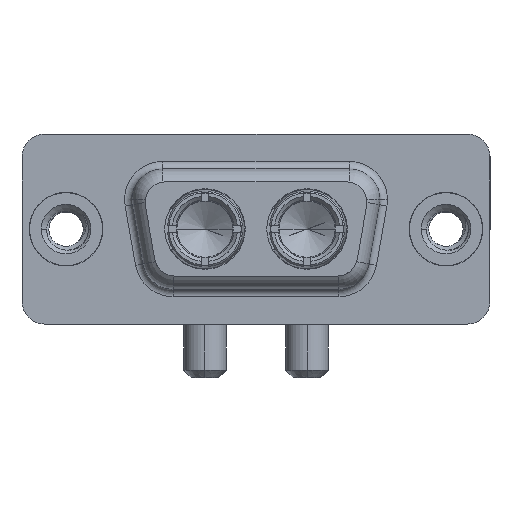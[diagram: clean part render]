
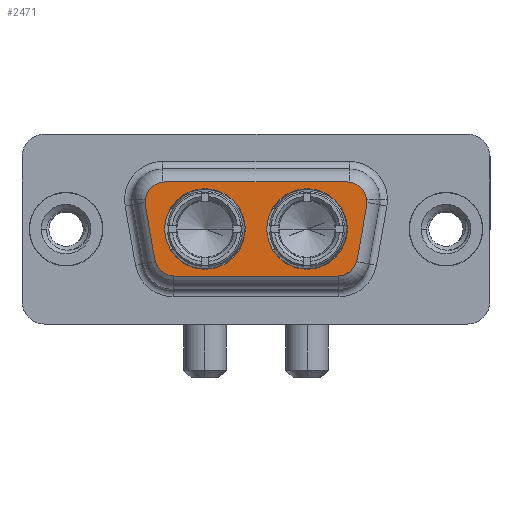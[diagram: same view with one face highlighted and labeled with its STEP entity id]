
A CAD part, top view. The second image highlights one B-rep face of the part: STEP entity #2471.
In plain terms, the highlighted planar face has unit normal (0, 0, 1).
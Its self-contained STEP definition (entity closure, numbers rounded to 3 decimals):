
#55 = DIRECTION ( 'NONE',  ( 0., 0., 1. ) ) ;
#142 = DIRECTION ( 'NONE',  ( 1., 0., 0. ) ) ;
#198 = AXIS2_PLACEMENT_3D ( 'NONE', #1256, #10397, #142 ) ;
#356 = AXIS2_PLACEMENT_3D ( 'NONE', #11018, #2430, #3531 ) ;
#434 = DIRECTION ( 'NONE',  ( 0., 0., 1. ) ) ;
#511 = LINE ( 'NONE', #11003, #11676 ) ;
#624 = ORIENTED_EDGE ( 'NONE', *, *, #6138, .T. ) ;
#738 = ORIENTED_EDGE ( 'NONE', *, *, #1835, .T. ) ;
#860 = VERTEX_POINT ( 'NONE', #3359 ) ;
#1038 = CIRCLE ( 'NONE', #1430, 2.65 ) ;
#1181 = FACE_OUTER_BOUND ( 'NONE', #2680, .T. ) ;
#1256 = CARTESIAN_POINT ( 'NONE',  ( 15.86, 0., 6.2 ) ) ;
#1363 = AXIS2_PLACEMENT_3D ( 'NONE', #2415, #6111, #8966 ) ;
#1430 = AXIS2_PLACEMENT_3D ( 'NONE', #4864, #55, #9631 ) ;
#1582 = EDGE_LOOP ( 'NONE', ( #3285, #10570 ) ) ;
#1766 = VERTEX_POINT ( 'NONE', #1816 ) ;
#1805 = DIRECTION ( 'NONE',  ( 1., 0., 0. ) ) ;
#1816 = CARTESIAN_POINT ( 'NONE',  ( 19.162, -1.984, 6.2 ) ) ;
#1835 = EDGE_CURVE ( 'NONE', #1766, #10061, #2183, .T. ) ;
#1855 = DIRECTION ( 'NONE',  ( 0., 0., 1. ) ) ;
#2156 = VERTEX_POINT ( 'NONE', #11816 ) ;
#2183 = LINE ( 'NONE', #4885, #3905 ) ;
#2199 = CARTESIAN_POINT ( 'NONE',  ( 5.2, 1.75, 6.2 ) ) ;
#2221 = CARTESIAN_POINT ( 'NONE',  ( 11.79, 0., 6.2 ) ) ;
#2262 = ORIENTED_EDGE ( 'NONE', *, *, #3448, .T. ) ;
#2338 = CARTESIAN_POINT ( 'NONE',  ( 6.55, 3.1, 6.2 ) ) ;
#2361 = CARTESIAN_POINT ( 'NONE',  ( 18.45, 3.1, 6.2 ) ) ;
#2386 = ORIENTED_EDGE ( 'NONE', *, *, #7654, .T. ) ;
#2403 = DIRECTION ( 'NONE',  ( 0., 0., -1. ) ) ;
#2404 = CIRCLE ( 'NONE', #5936, 2.65 ) ;
#2415 = CARTESIAN_POINT ( 'NONE',  ( 6.55, 1.75, 6.2 ) ) ;
#2430 = DIRECTION ( 'NONE',  ( 0., 0., 1. ) ) ;
#2462 = EDGE_CURVE ( 'NONE', #6787, #8910, #1038, .T. ) ;
#2471 = ADVANCED_FACE ( 'NONE', ( #7580, #9689, #1181 ), #3995, .F. ) ;
#2543 = DIRECTION ( 'NONE',  ( -1., 0., 0. ) ) ;
#2584 = ORIENTED_EDGE ( 'NONE', *, *, #3501, .F. ) ;
#2593 = DIRECTION ( 'NONE',  ( 0., 0., 1. ) ) ;
#2680 = EDGE_LOOP ( 'NONE', ( #2386, #6994, #2262, #738, #7770, #9007, #624, #10845, #3172 ) ) ;
#3172 = ORIENTED_EDGE ( 'NONE', *, *, #6616, .T. ) ;
#3204 = DIRECTION ( 'NONE',  ( -1., 0., 0. ) ) ;
#3285 = ORIENTED_EDGE ( 'NONE', *, *, #4751, .F. ) ;
#3342 = CARTESIAN_POINT ( 'NONE',  ( 17.833, -3.1, 6.2 ) ) ;
#3359 = CARTESIAN_POINT ( 'NONE',  ( 13.21, 0., 6.2 ) ) ;
#3364 = EDGE_CURVE ( 'NONE', #6109, #9215, #511, .T. ) ;
#3448 = EDGE_CURVE ( 'NONE', #10475, #1766, #3970, .T. ) ;
#3501 = EDGE_CURVE ( 'NONE', #8192, #860, #2404, .T. ) ;
#3531 = DIRECTION ( 'NONE',  ( 1., 0., 0. ) ) ;
#3630 = EDGE_CURVE ( 'NONE', #6446, #2156, #10487, .T. ) ;
#3788 = CARTESIAN_POINT ( 'NONE',  ( 7.167, -1.75, 6.2 ) ) ;
#3905 = VECTOR ( 'NONE', #9764, 1000. ) ;
#3970 = CIRCLE ( 'NONE', #11477, 1.35 ) ;
#3995 = PLANE ( 'NONE',  #10499 ) ;
#4314 = CARTESIAN_POINT ( 'NONE',  ( 18.45, 1.75, 6.2 ) ) ;
#4324 = DIRECTION ( 'NONE',  ( 0., 0., 1. ) ) ;
#4751 = EDGE_CURVE ( 'NONE', #8910, #6787, #6460, .T. ) ;
#4864 = CARTESIAN_POINT ( 'NONE',  ( 9.14, 0., 6.2 ) ) ;
#4885 = CARTESIAN_POINT ( 'NONE',  ( 19.779, 1.516, 6.2 ) ) ;
#5148 = AXIS2_PLACEMENT_3D ( 'NONE', #6485, #2593, #10129 ) ;
#5155 = CARTESIAN_POINT ( 'NONE',  ( 17.833, -3.1, 6.2 ) ) ;
#5186 = CARTESIAN_POINT ( 'NONE',  ( 15.86, 0., 6.2 ) ) ;
#5223 = AXIS2_PLACEMENT_3D ( 'NONE', #4314, #434, #3204 ) ;
#5290 = DIRECTION ( 'NONE',  ( -1., 0., 0. ) ) ;
#5671 = CARTESIAN_POINT ( 'NONE',  ( 7.167, -3.1, 6.2 ) ) ;
#5675 = EDGE_LOOP ( 'NONE', ( #2584, #9857 ) ) ;
#5852 = CARTESIAN_POINT ( 'NONE',  ( 19.779, 1.516, 6.2 ) ) ;
#5936 = AXIS2_PLACEMENT_3D ( 'NONE', #5186, #1855, #1805 ) ;
#6109 = VERTEX_POINT ( 'NONE', #2361 ) ;
#6111 = DIRECTION ( 'NONE',  ( 0., 0., 1. ) ) ;
#6129 = DIRECTION ( 'NONE',  ( 0.174, -0.985, 0. ) ) ;
#6138 = EDGE_CURVE ( 'NONE', #9215, #6446, #8650, .T. ) ;
#6446 = VERTEX_POINT ( 'NONE', #2199 ) ;
#6460 = CIRCLE ( 'NONE', #356, 2.65 ) ;
#6485 = CARTESIAN_POINT ( 'NONE',  ( 6.55, 1.75, 6.2 ) ) ;
#6616 = EDGE_CURVE ( 'NONE', #2156, #11121, #7054, .T. ) ;
#6686 = CIRCLE ( 'NONE', #11036, 1.35 ) ;
#6787 = VERTEX_POINT ( 'NONE', #12190 ) ;
#6994 = ORIENTED_EDGE ( 'NONE', *, *, #8506, .T. ) ;
#7054 = LINE ( 'NONE', #7870, #7229 ) ;
#7081 = CARTESIAN_POINT ( 'NONE',  ( 5.838, -1.984, 6.2 ) ) ;
#7084 = CIRCLE ( 'NONE', #198, 2.65 ) ;
#7102 = DIRECTION ( 'NONE',  ( 1., 0., 0. ) ) ;
#7229 = VECTOR ( 'NONE', #6129, 1000. ) ;
#7580 = FACE_BOUND ( 'NONE', #5675, .T. ) ;
#7654 = EDGE_CURVE ( 'NONE', #11121, #8692, #6686, .T. ) ;
#7770 = ORIENTED_EDGE ( 'NONE', *, *, #10173, .T. ) ;
#7870 = CARTESIAN_POINT ( 'NONE',  ( 5.838, -1.984, 6.2 ) ) ;
#8192 = VERTEX_POINT ( 'NONE', #8232 ) ;
#8232 = CARTESIAN_POINT ( 'NONE',  ( 18.51, 0., 6.2 ) ) ;
#8234 = EDGE_CURVE ( 'NONE', #860, #8192, #7084, .T. ) ;
#8506 = EDGE_CURVE ( 'NONE', #8692, #10475, #11821, .T. ) ;
#8650 = CIRCLE ( 'NONE', #1363, 1.35 ) ;
#8692 = VERTEX_POINT ( 'NONE', #5671 ) ;
#8910 = VERTEX_POINT ( 'NONE', #2221 ) ;
#8966 = DIRECTION ( 'NONE',  ( 1., 0., 0. ) ) ;
#9007 = ORIENTED_EDGE ( 'NONE', *, *, #3364, .T. ) ;
#9143 = DIRECTION ( 'NONE',  ( -1., 0., 0. ) ) ;
#9215 = VERTEX_POINT ( 'NONE', #2338 ) ;
#9356 = VECTOR ( 'NONE', #7102, 1000. ) ;
#9631 = DIRECTION ( 'NONE',  ( 1., 0., 0. ) ) ;
#9689 = FACE_BOUND ( 'NONE', #1582, .T. ) ;
#9764 = DIRECTION ( 'NONE',  ( 0.174, 0.985, 0. ) ) ;
#9857 = ORIENTED_EDGE ( 'NONE', *, *, #8234, .F. ) ;
#10061 = VERTEX_POINT ( 'NONE', #5852 ) ;
#10129 = DIRECTION ( 'NONE',  ( 1., 0., 0. ) ) ;
#10173 = EDGE_CURVE ( 'NONE', #10061, #6109, #11348, .T. ) ;
#10354 = DIRECTION ( 'NONE',  ( -1., 0., 0. ) ) ;
#10371 = CARTESIAN_POINT ( 'NONE',  ( 7.167, -1.75, 6.2 ) ) ;
#10397 = DIRECTION ( 'NONE',  ( 0., 0., 1. ) ) ;
#10475 = VERTEX_POINT ( 'NONE', #5155 ) ;
#10487 = CIRCLE ( 'NONE', #5148, 1.35 ) ;
#10499 = AXIS2_PLACEMENT_3D ( 'NONE', #10371, #2403, #5290 ) ;
#10570 = ORIENTED_EDGE ( 'NONE', *, *, #2462, .F. ) ;
#10845 = ORIENTED_EDGE ( 'NONE', *, *, #3630, .T. ) ;
#11003 = CARTESIAN_POINT ( 'NONE',  ( 6.55, 3.1, 6.2 ) ) ;
#11018 = CARTESIAN_POINT ( 'NONE',  ( 9.14, 0., 6.2 ) ) ;
#11036 = AXIS2_PLACEMENT_3D ( 'NONE', #3788, #11097, #10354 ) ;
#11097 = DIRECTION ( 'NONE',  ( 0., 0., 1. ) ) ;
#11121 = VERTEX_POINT ( 'NONE', #7081 ) ;
#11348 = CIRCLE ( 'NONE', #5223, 1.35 ) ;
#11477 = AXIS2_PLACEMENT_3D ( 'NONE', #11755, #4324, #9143 ) ;
#11676 = VECTOR ( 'NONE', #2543, 1000. ) ;
#11755 = CARTESIAN_POINT ( 'NONE',  ( 17.833, -1.75, 6.2 ) ) ;
#11816 = CARTESIAN_POINT ( 'NONE',  ( 5.221, 1.516, 6.2 ) ) ;
#11821 = LINE ( 'NONE', #3342, #9356 ) ;
#12190 = CARTESIAN_POINT ( 'NONE',  ( 6.49, 0., 6.2 ) ) ;
